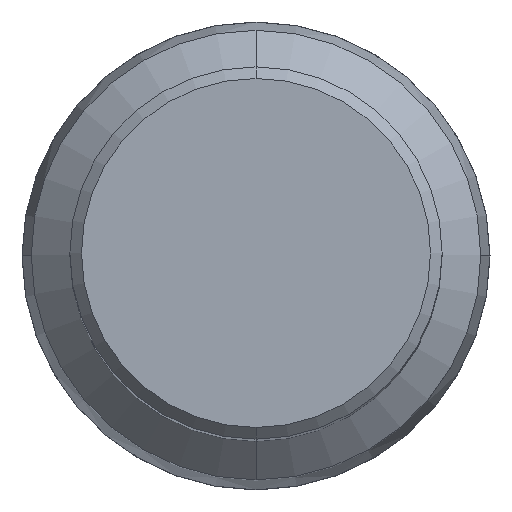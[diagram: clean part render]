
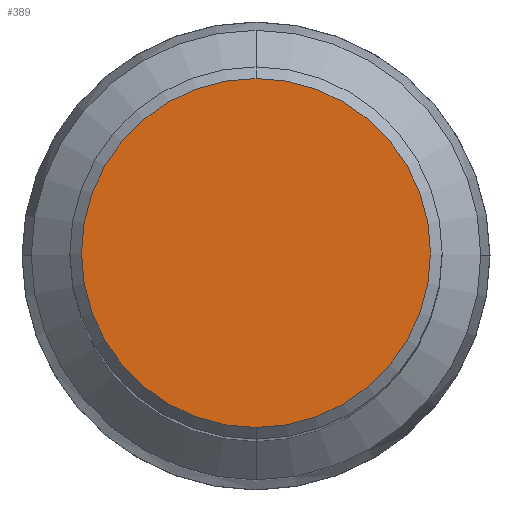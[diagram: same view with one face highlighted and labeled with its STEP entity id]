
A CAD part, top view. The second image highlights one B-rep face of the part: STEP entity #389.
In plain terms, the highlighted planar face has unit normal (0, 0, 1).
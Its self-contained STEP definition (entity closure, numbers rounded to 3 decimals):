
#295=EDGE_CURVE('',#621,#585,#793,.T.);
#389=ADVANCED_FACE('',(#896),#897,.T.);
#499=EDGE_CURVE('',#585,#621,#1012,.T.);
#585=VERTEX_POINT('',#1108);
#621=VERTEX_POINT('',#1149);
#793=CIRCLE('',#1340,15.0);
#896=FACE_OUTER_BOUND('',#1524,.T.);
#897=PLANE('',#1525);
#1012=CIRCLE('',#1813,15.0);
#1108=CARTESIAN_POINT('',(0.,-15.0,0.0));
#1149=CARTESIAN_POINT('',(0.0,15.0,0.0));
#1340=AXIS2_PLACEMENT_3D('',#2282,#2283,#2284);
#1524=EDGE_LOOP('',(#2410,#2411));
#1525=AXIS2_PLACEMENT_3D('',#2412,#2413,#2414);
#1813=AXIS2_PLACEMENT_3D('',#2535,#2536,#2537);
#2282=CARTESIAN_POINT('',(0.0,0.0,0.0));
#2283=DIRECTION('',(0.0,0.0,-1.0));
#2284=DIRECTION('',(0.0,1.0,0.0));
#2410=ORIENTED_EDGE('',*,*,#295,.F.);
#2411=ORIENTED_EDGE('',*,*,#499,.F.);
#2412=CARTESIAN_POINT('',(0.0,7.5,0.0));
#2413=DIRECTION('',(-0.0,0.0,1.0));
#2414=DIRECTION('',(0.0,-1.0,0.0));
#2535=CARTESIAN_POINT('',(0.0,0.0,0.0));
#2536=DIRECTION('',(0.0,0.0,-1.0));
#2537=DIRECTION('',(0.0,1.0,0.0));
